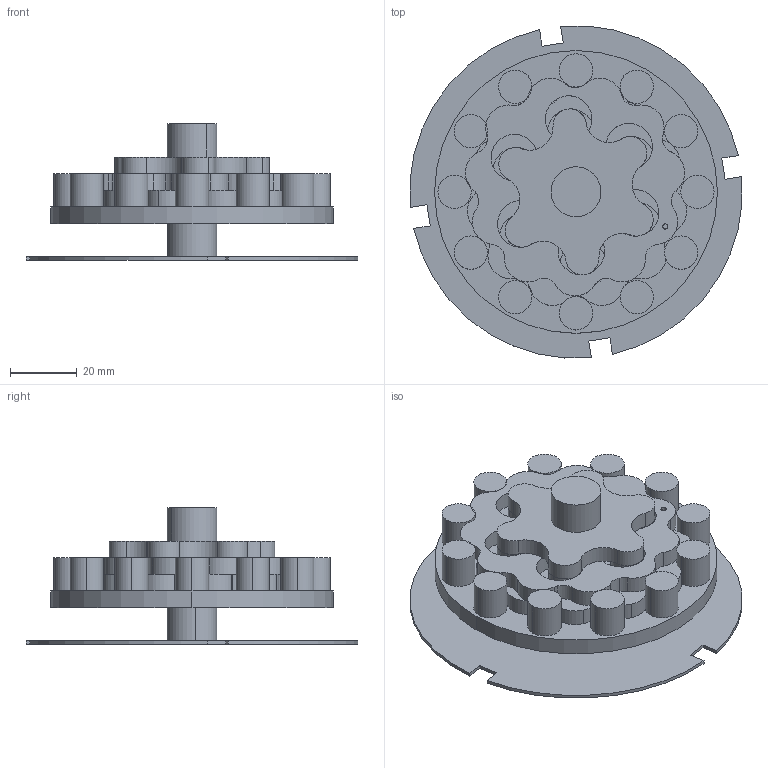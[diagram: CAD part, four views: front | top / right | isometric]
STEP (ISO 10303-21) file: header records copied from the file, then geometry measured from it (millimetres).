
FILE_DESCRIPTION (( 'STEP AP214' ), '1' );
FILE_NAME ('cyclo2.STEP', '2012-07-26T10:10:05', ( '' ), ( '' ), 'SwSTEP 2.0', 'SolidWorks 2011', '' );
FILE_SCHEMA (( 'AUTOMOTIVE_DESIGN' ));
Length unit declared in the file: millimetre
Products named in the file (6): cyclo2; buchse^cyclo2; stern^cyclo2; welle^cyclo2; cycloscheibe^cyclo2; gehäusescheibe^cyclo2
Assembly tree (11 placements, depth 2):
  cyclo2
    buchse^cyclo2  x6
    stern^cyclo2
    cycloscheibe^cyclo2  x2
    welle^cyclo2
    gehäusescheibe^cyclo2
Bounding box: 99.77 x 99.77 x 41 mm (x, y, z)
Volume: 82656.6 mm3; surface area: 55078.7 mm2
Topology: 11 solids, 11 shells, 240 faces, 583 edges, 388 vertices
Faces by surface type: cylinder 181, plane 59
Entity records: 5158 total; most frequent: DIRECTION 976, CARTESIAN_POINT 822, ORIENTED_EDGE 776, AXIS2_PLACEMENT_3D 412, EDGE_CURVE 388, VERTEX_POINT 258, CIRCLE 236, EDGE_LOOP 202
